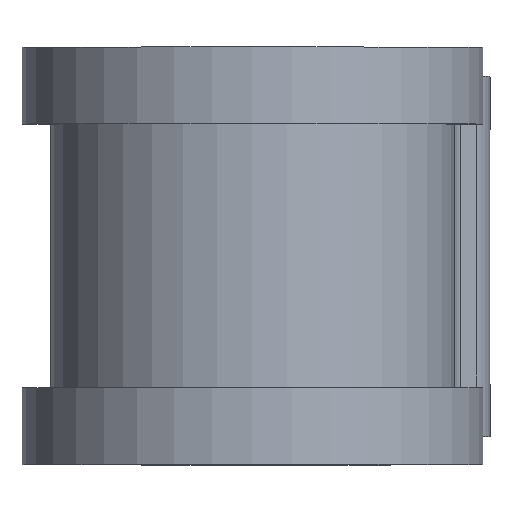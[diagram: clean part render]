
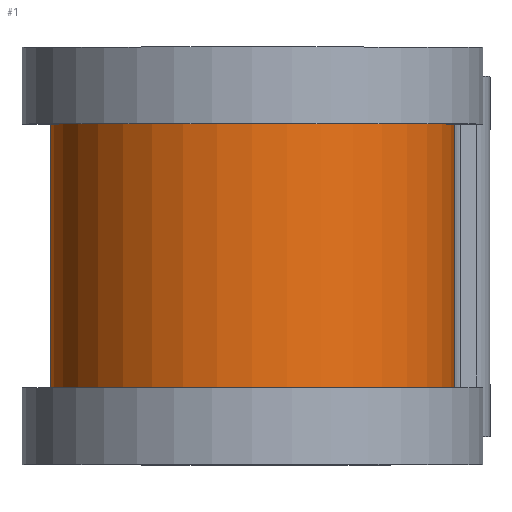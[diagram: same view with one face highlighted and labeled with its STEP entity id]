
A CAD part, top view. The second image highlights one B-rep face of the part: STEP entity #1.
In plain terms, the highlighted cylindrical face has radius 10.681 mm (diameter 21.361 mm), a partial arc.
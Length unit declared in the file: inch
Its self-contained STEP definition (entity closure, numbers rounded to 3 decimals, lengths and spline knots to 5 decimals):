
#1 = ADVANCED_FACE ( 'NONE', ( #842 ), #678, .T. ) ;
#15 = VERTEX_POINT ( 'NONE', #1284 ) ;
#29 = LINE ( 'NONE', #1196, #31 ) ;
#31 = VECTOR ( 'NONE', #920, 39.37008 ) ;
#98 = AXIS2_PLACEMENT_3D ( 'NONE', #1353, #1252, #1271 ) ;
#120 = EDGE_CURVE ( 'NONE', #15, #1167, #398, .T. ) ;
#256 = CARTESIAN_POINT ( 'NONE',  ( 0.4205, 0.375, 0. ) ) ;
#260 = DIRECTION ( 'NONE',  ( 0., -1., 0. ) ) ;
#261 = ORIENTED_EDGE ( 'NONE', *, *, #791, .F. ) ;
#290 = CIRCLE ( 'NONE', #370, 0.4205 ) ;
#347 = EDGE_CURVE ( 'NONE', #15, #1464, #1185, .T. ) ;
#349 = VECTOR ( 'NONE', #260, 39.37008 ) ;
#370 = AXIS2_PLACEMENT_3D ( 'NONE', #629, #594, #603 ) ;
#398 = LINE ( 'NONE', #256, #349 ) ;
#516 = CARTESIAN_POINT ( 'NONE',  ( 0., 0.275, -0.4205 ) ) ;
#530 = AXIS2_PLACEMENT_3D ( 'NONE', #1646, #1650, #1655 ) ;
#543 = EDGE_LOOP ( 'NONE', ( #1697, #843, #1394, #261 ) ) ;
#591 = VERTEX_POINT ( 'NONE', #1223 ) ;
#594 = DIRECTION ( 'NONE',  ( 0., -1., 0. ) ) ;
#599 = EDGE_CURVE ( 'NONE', #1464, #591, #29, .T. ) ;
#603 = DIRECTION ( 'NONE',  ( 0., 0., -1. ) ) ;
#629 = CARTESIAN_POINT ( 'NONE',  ( 0., -0.275, 0. ) ) ;
#678 = CYLINDRICAL_SURFACE ( 'NONE', #98, 0.4205 ) ;
#791 = EDGE_CURVE ( 'NONE', #1167, #591, #290, .T. ) ;
#842 = FACE_OUTER_BOUND ( 'NONE', #543, .T. ) ;
#843 = ORIENTED_EDGE ( 'NONE', *, *, #347, .T. ) ;
#920 = DIRECTION ( 'NONE',  ( 0., -1., 0. ) ) ;
#1167 = VERTEX_POINT ( 'NONE', #1551 ) ;
#1185 = CIRCLE ( 'NONE', #530, 0.4205 ) ;
#1196 = CARTESIAN_POINT ( 'NONE',  ( 0., 0.375, -0.4205 ) ) ;
#1223 = CARTESIAN_POINT ( 'NONE',  ( 0., -0.275, -0.4205 ) ) ;
#1252 = DIRECTION ( 'NONE',  ( 0., -1., 0. ) ) ;
#1271 = DIRECTION ( 'NONE',  ( 0., 0., -1. ) ) ;
#1284 = CARTESIAN_POINT ( 'NONE',  ( 0.4205, 0.275, 0. ) ) ;
#1353 = CARTESIAN_POINT ( 'NONE',  ( 0., 0.375, 0. ) ) ;
#1394 = ORIENTED_EDGE ( 'NONE', *, *, #599, .T. ) ;
#1464 = VERTEX_POINT ( 'NONE', #516 ) ;
#1551 = CARTESIAN_POINT ( 'NONE',  ( 0.4205, -0.275, 0. ) ) ;
#1646 = CARTESIAN_POINT ( 'NONE',  ( 0., 0.275, 0. ) ) ;
#1650 = DIRECTION ( 'NONE',  ( 0., -1., 0. ) ) ;
#1655 = DIRECTION ( 'NONE',  ( 0., 0., -1. ) ) ;
#1697 = ORIENTED_EDGE ( 'NONE', *, *, #120, .F. ) ;
